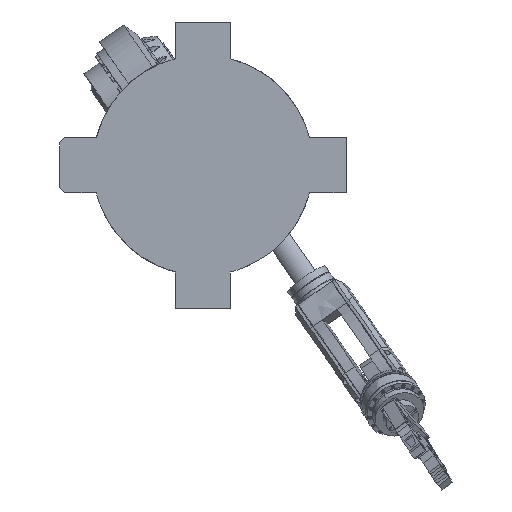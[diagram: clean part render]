
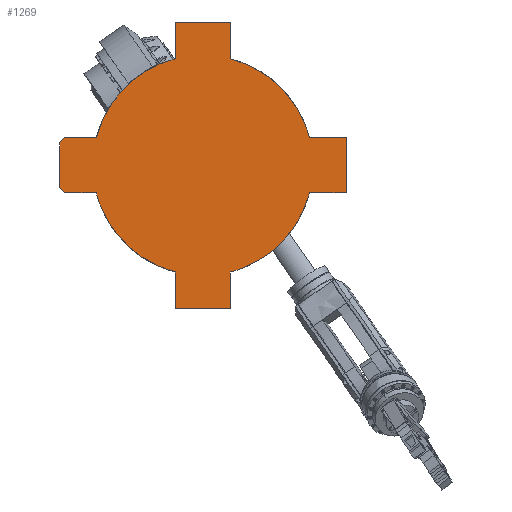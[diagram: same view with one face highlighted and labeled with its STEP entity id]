
A CAD part, front view. The second image highlights one B-rep face of the part: STEP entity #1269.
In plain terms, the highlighted free-form (B-spline) face has degree [1, 1] with [2, 2] control points.
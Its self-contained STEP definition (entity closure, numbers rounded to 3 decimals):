
#364 = VERTEX_POINT('',#365);
#365 = CARTESIAN_POINT('',(-39.627,188.822,
    594.387));
#370 = EDGE_CURVE('',#364,#371,#373,.T.);
#371 = VERTEX_POINT('',#372);
#372 = CARTESIAN_POINT('',(119.23,188.822,
    753.245));
#373 = ( BOUNDED_CURVE() B_SPLINE_CURVE(2,(#374,#375,#376),
.UNSPECIFIED.,.F.,.F.) B_SPLINE_CURVE_WITH_KNOTS((3,3),(4.965,
6.031),.PIECEWISE_BEZIER_KNOTS.) CURVE() 
GEOMETRIC_REPRESENTATION_ITEM() RATIONAL_B_SPLINE_CURVE((1.,
0.861,1.)) REPRESENTATION_ITEM('') );
#374 = CARTESIAN_POINT('',(-39.627,188.822,
    594.387));
#375 = CARTESIAN_POINT('',(-7.028,188.822,
    720.645));
#376 = CARTESIAN_POINT('',(119.23,188.822,
    753.245));
#1007 = VERTEX_POINT('',#1008);
#1008 = CARTESIAN_POINT('',(119.23,188.822,
    324.943));
#1013 = EDGE_CURVE('',#1007,#1014,#1016,.T.);
#1014 = VERTEX_POINT('',#1015);
#1015 = CARTESIAN_POINT('',(-39.627,188.822,
    483.801));
#1016 = ( BOUNDED_CURVE() B_SPLINE_CURVE(2,(#1017,#1018,#1019),
.UNSPECIFIED.,.F.,.F.) B_SPLINE_CURVE_WITH_KNOTS((3,3),(3.394,
4.46),.PIECEWISE_BEZIER_KNOTS.) CURVE() 
GEOMETRIC_REPRESENTATION_ITEM() RATIONAL_B_SPLINE_CURVE((1.,
0.861,1.)) REPRESENTATION_ITEM('') );
#1017 = CARTESIAN_POINT('',(119.23,188.822,
    324.943));
#1018 = CARTESIAN_POINT('',(-7.028,188.822,
    357.543));
#1019 = CARTESIAN_POINT('',(-39.627,188.822,
    483.801));
#1038 = VERTEX_POINT('',#1039);
#1039 = CARTESIAN_POINT('',(388.674,188.822,
    483.801));
#1044 = EDGE_CURVE('',#1038,#1045,#1047,.T.);
#1045 = VERTEX_POINT('',#1046);
#1046 = CARTESIAN_POINT('',(229.817,188.822,
    324.943));
#1047 = ( BOUNDED_CURVE() B_SPLINE_CURVE(2,(#1048,#1049,#1050),
.UNSPECIFIED.,.F.,.F.) B_SPLINE_CURVE_WITH_KNOTS((3,3),(1.823,
2.889),.PIECEWISE_BEZIER_KNOTS.) CURVE() 
GEOMETRIC_REPRESENTATION_ITEM() RATIONAL_B_SPLINE_CURVE((1.,
0.861,1.)) REPRESENTATION_ITEM('') );
#1048 = CARTESIAN_POINT('',(388.674,188.822,
    483.801));
#1049 = CARTESIAN_POINT('',(356.074,188.822,
    357.543));
#1050 = CARTESIAN_POINT('',(229.817,188.822,
    324.943));
#1069 = VERTEX_POINT('',#1070);
#1070 = CARTESIAN_POINT('',(229.817,188.822,
    753.245));
#1075 = EDGE_CURVE('',#1069,#1076,#1078,.T.);
#1076 = VERTEX_POINT('',#1077);
#1077 = CARTESIAN_POINT('',(388.674,188.822,
    594.387));
#1078 = ( BOUNDED_CURVE() B_SPLINE_CURVE(2,(#1079,#1080,#1081),
.UNSPECIFIED.,.F.,.F.) B_SPLINE_CURVE_WITH_KNOTS((3,3),(0.253,
1.318),.PIECEWISE_BEZIER_KNOTS.) CURVE() 
GEOMETRIC_REPRESENTATION_ITEM() RATIONAL_B_SPLINE_CURVE((1.,
0.861,1.)) REPRESENTATION_ITEM('') );
#1079 = CARTESIAN_POINT('',(229.817,188.822,
    753.245));
#1080 = CARTESIAN_POINT('',(356.074,188.822,
    720.645));
#1081 = CARTESIAN_POINT('',(388.674,188.822,
    594.387));
#1269 = ADVANCED_FACE('',(#1270),#1366,.F.);
#1270 = FACE_BOUND('',#1271,.T.);
#1271 = EDGE_LOOP('',(#1272,#1279,#1286,#1293,#1300,#1305,#1306,#1313,
    #1320,#1325,#1326,#1333,#1340,#1345,#1346,#1353,#1360,#1365));
#1272 = ORIENTED_EDGE('',*,*,#1273,.F.);
#1273 = EDGE_CURVE('',#1274,#364,#1276,.T.);
#1274 = VERTEX_POINT('',#1275);
#1275 = CARTESIAN_POINT('',(-103.03,188.822,
    594.387));
#1276 = B_SPLINE_CURVE_WITH_KNOTS('',1,(#1277,#1278),.UNSPECIFIED.,.F.,
  .F.,(2,2),(-43.,0.),.PIECEWISE_BEZIER_KNOTS.);
#1277 = CARTESIAN_POINT('',(-103.03,188.822,
    594.387));
#1278 = CARTESIAN_POINT('',(-39.627,188.822,
    594.387));
#1279 = ORIENTED_EDGE('',*,*,#1280,.T.);
#1280 = EDGE_CURVE('',#1274,#1281,#1283,.T.);
#1281 = VERTEX_POINT('',#1282);
#1282 = CARTESIAN_POINT('',(-113.352,188.822,
    584.066));
#1283 = B_SPLINE_CURVE_WITH_KNOTS('',1,(#1284,#1285),.UNSPECIFIED.,.F.,
  .F.,(2,2),(0.,9.899),.PIECEWISE_BEZIER_KNOTS.);
#1284 = CARTESIAN_POINT('',(-103.03,188.822,
    594.387));
#1285 = CARTESIAN_POINT('',(-113.352,188.822,
    584.066));
#1286 = ORIENTED_EDGE('',*,*,#1287,.F.);
#1287 = EDGE_CURVE('',#1288,#1281,#1290,.T.);
#1288 = VERTEX_POINT('',#1289);
#1289 = CARTESIAN_POINT('',(-113.352,188.822,
    494.122));
#1290 = B_SPLINE_CURVE_WITH_KNOTS('',1,(#1291,#1292),.UNSPECIFIED.,.F.,
  .F.,(2,2),(-68.,-7.),.PIECEWISE_BEZIER_KNOTS.);
#1291 = CARTESIAN_POINT('',(-113.352,188.822,
    494.122));
#1292 = CARTESIAN_POINT('',(-113.352,188.822,
    584.066));
#1293 = ORIENTED_EDGE('',*,*,#1294,.T.);
#1294 = EDGE_CURVE('',#1288,#1295,#1297,.T.);
#1295 = VERTEX_POINT('',#1296);
#1296 = CARTESIAN_POINT('',(-103.03,188.822,
    483.801));
#1297 = B_SPLINE_CURVE_WITH_KNOTS('',1,(#1298,#1299),.UNSPECIFIED.,.F.,
  .F.,(2,2),(0.,9.899),.PIECEWISE_BEZIER_KNOTS.);
#1298 = CARTESIAN_POINT('',(-113.352,188.822,
    494.122));
#1299 = CARTESIAN_POINT('',(-103.03,188.822,
    483.801));
#1300 = ORIENTED_EDGE('',*,*,#1301,.F.);
#1301 = EDGE_CURVE('',#1014,#1295,#1302,.T.);
#1302 = B_SPLINE_CURVE_WITH_KNOTS('',1,(#1303,#1304),.UNSPECIFIED.,.F.,
  .F.,(2,2),(-50.,-7.),.PIECEWISE_BEZIER_KNOTS.);
#1303 = CARTESIAN_POINT('',(-39.627,188.822,
    483.801));
#1304 = CARTESIAN_POINT('',(-103.03,188.822,
    483.801));
#1305 = ORIENTED_EDGE('',*,*,#1013,.F.);
#1306 = ORIENTED_EDGE('',*,*,#1307,.F.);
#1307 = EDGE_CURVE('',#1308,#1007,#1310,.T.);
#1308 = VERTEX_POINT('',#1309);
#1309 = CARTESIAN_POINT('',(119.23,188.822,
    251.219));
#1310 = B_SPLINE_CURVE_WITH_KNOTS('',1,(#1311,#1312),.UNSPECIFIED.,.F.,
  .F.,(2,2),(-50.,0.),.PIECEWISE_BEZIER_KNOTS.);
#1311 = CARTESIAN_POINT('',(119.23,188.822,
    251.219));
#1312 = CARTESIAN_POINT('',(119.23,188.822,
    324.943));
#1313 = ORIENTED_EDGE('',*,*,#1314,.F.);
#1314 = EDGE_CURVE('',#1315,#1308,#1317,.T.);
#1315 = VERTEX_POINT('',#1316);
#1316 = CARTESIAN_POINT('',(229.817,188.822,
    251.219));
#1317 = B_SPLINE_CURVE_WITH_KNOTS('',1,(#1318,#1319),.UNSPECIFIED.,.F.,
  .F.,(2,2),(-75.,0.),.PIECEWISE_BEZIER_KNOTS.);
#1318 = CARTESIAN_POINT('',(229.817,188.822,
    251.219));
#1319 = CARTESIAN_POINT('',(119.23,188.822,
    251.219));
#1320 = ORIENTED_EDGE('',*,*,#1321,.F.);
#1321 = EDGE_CURVE('',#1045,#1315,#1322,.T.);
#1322 = B_SPLINE_CURVE_WITH_KNOTS('',1,(#1323,#1324),.UNSPECIFIED.,.F.,
  .F.,(2,2),(-50.,-0.),.PIECEWISE_BEZIER_KNOTS.);
#1323 = CARTESIAN_POINT('',(229.817,188.822,
    324.943));
#1324 = CARTESIAN_POINT('',(229.817,188.822,
    251.219));
#1325 = ORIENTED_EDGE('',*,*,#1044,.F.);
#1326 = ORIENTED_EDGE('',*,*,#1327,.F.);
#1327 = EDGE_CURVE('',#1328,#1038,#1330,.T.);
#1328 = VERTEX_POINT('',#1329);
#1329 = CARTESIAN_POINT('',(462.398,188.822,
    483.801));
#1330 = B_SPLINE_CURVE_WITH_KNOTS('',1,(#1331,#1332),.UNSPECIFIED.,.F.,
  .F.,(2,2),(-50.,0.),.PIECEWISE_BEZIER_KNOTS.);
#1331 = CARTESIAN_POINT('',(462.398,188.822,
    483.801));
#1332 = CARTESIAN_POINT('',(388.674,188.822,
    483.801));
#1333 = ORIENTED_EDGE('',*,*,#1334,.F.);
#1334 = EDGE_CURVE('',#1335,#1328,#1337,.T.);
#1335 = VERTEX_POINT('',#1336);
#1336 = CARTESIAN_POINT('',(462.398,188.822,
    594.387));
#1337 = B_SPLINE_CURVE_WITH_KNOTS('',1,(#1338,#1339),.UNSPECIFIED.,.F.,
  .F.,(2,2),(-75.,0.),.PIECEWISE_BEZIER_KNOTS.);
#1338 = CARTESIAN_POINT('',(462.398,188.822,
    594.387));
#1339 = CARTESIAN_POINT('',(462.398,188.822,
    483.801));
#1340 = ORIENTED_EDGE('',*,*,#1341,.F.);
#1341 = EDGE_CURVE('',#1076,#1335,#1342,.T.);
#1342 = B_SPLINE_CURVE_WITH_KNOTS('',1,(#1343,#1344),.UNSPECIFIED.,.F.,
  .F.,(2,2),(-50.,0.),.PIECEWISE_BEZIER_KNOTS.);
#1343 = CARTESIAN_POINT('',(388.674,188.822,
    594.387));
#1344 = CARTESIAN_POINT('',(462.398,188.822,
    594.387));
#1345 = ORIENTED_EDGE('',*,*,#1075,.F.);
#1346 = ORIENTED_EDGE('',*,*,#1347,.F.);
#1347 = EDGE_CURVE('',#1348,#1069,#1350,.T.);
#1348 = VERTEX_POINT('',#1349);
#1349 = CARTESIAN_POINT('',(229.817,188.822,
    826.969));
#1350 = B_SPLINE_CURVE_WITH_KNOTS('',1,(#1351,#1352),.UNSPECIFIED.,.F.,
  .F.,(2,2),(-50.,0.),.PIECEWISE_BEZIER_KNOTS.);
#1351 = CARTESIAN_POINT('',(229.817,188.822,
    826.969));
#1352 = CARTESIAN_POINT('',(229.817,188.822,
    753.245));
#1353 = ORIENTED_EDGE('',*,*,#1354,.F.);
#1354 = EDGE_CURVE('',#1355,#1348,#1357,.T.);
#1355 = VERTEX_POINT('',#1356);
#1356 = CARTESIAN_POINT('',(119.23,188.822,
    826.969));
#1357 = B_SPLINE_CURVE_WITH_KNOTS('',1,(#1358,#1359),.UNSPECIFIED.,.F.,
  .F.,(2,2),(-75.,0.),.PIECEWISE_BEZIER_KNOTS.);
#1358 = CARTESIAN_POINT('',(119.23,188.822,
    826.969));
#1359 = CARTESIAN_POINT('',(229.817,188.822,
    826.969));
#1360 = ORIENTED_EDGE('',*,*,#1361,.F.);
#1361 = EDGE_CURVE('',#371,#1355,#1362,.T.);
#1362 = B_SPLINE_CURVE_WITH_KNOTS('',1,(#1363,#1364),.UNSPECIFIED.,.F.,
  .F.,(2,2),(-50.,0.),.PIECEWISE_BEZIER_KNOTS.);
#1363 = CARTESIAN_POINT('',(119.23,188.822,
    753.245));
#1364 = CARTESIAN_POINT('',(119.23,188.822,
    826.969));
#1365 = ORIENTED_EDGE('',*,*,#370,.F.);
#1366 = B_SPLINE_SURFACE_WITH_KNOTS('',1,1,(
    (#1367,#1368)
    ,(#1369,#1370
    )),.UNSPECIFIED.,.F.,.F.,.F.,(2,2),(2,2),(-195.237,
    195.237),(-195.237,195.237),
  .PIECEWISE_BEZIER_KNOTS.);
#1367 = CARTESIAN_POINT('',(-113.352,188.822,
    251.219));
#1368 = CARTESIAN_POINT('',(462.398,188.822,
    251.219));
#1369 = CARTESIAN_POINT('',(-113.352,188.822,
    826.969));
#1370 = CARTESIAN_POINT('',(462.398,188.822,
    826.969));
